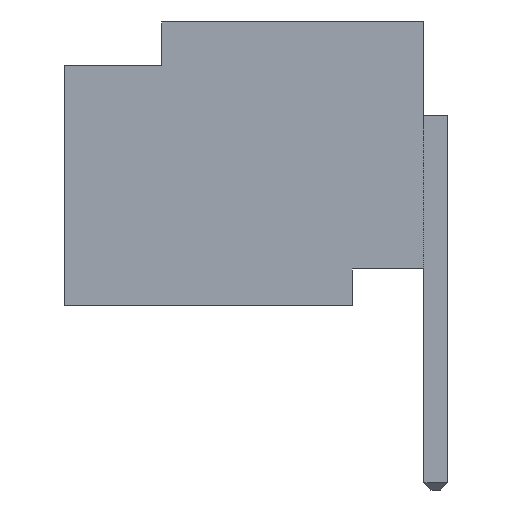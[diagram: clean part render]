
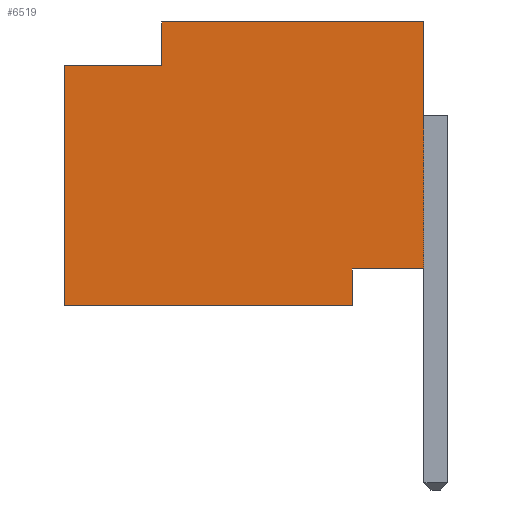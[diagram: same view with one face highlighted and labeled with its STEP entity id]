
A CAD part, left-side view. The second image highlights one B-rep face of the part: STEP entity #6519.
In plain terms, the highlighted planar face has unit normal (-1, 0, 0).
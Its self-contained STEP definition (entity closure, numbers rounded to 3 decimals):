
#486=ORIENTED_EDGE('',*,*,#1768,.T.);
#487=ORIENTED_EDGE('',*,*,#1814,.T.);
#488=ORIENTED_EDGE('',*,*,#1832,.T.);
#489=ORIENTED_EDGE('',*,*,#1833,.F.);
#490=ORIENTED_EDGE('',*,*,#1757,.F.);
#491=ORIENTED_EDGE('',*,*,#1825,.F.);
#492=ORIENTED_EDGE('',*,*,#1834,.F.);
#493=ORIENTED_EDGE('',*,*,#1835,.T.);
#1757=EDGE_CURVE('',#2435,#2436,#2879,.T.);
#1768=EDGE_CURVE('',#2446,#2445,#2890,.T.);
#1814=EDGE_CURVE('',#2445,#2487,#2936,.T.);
#1825=EDGE_CURVE('',#2495,#2435,#2947,.T.);
#1832=EDGE_CURVE('',#2487,#2500,#2954,.T.);
#1833=EDGE_CURVE('',#2436,#2500,#2955,.T.);
#1834=EDGE_CURVE('',#2501,#2495,#2956,.T.);
#1835=EDGE_CURVE('',#2501,#2446,#2957,.T.);
#2435=VERTEX_POINT('',#8085);
#2436=VERTEX_POINT('',#8087);
#2445=VERTEX_POINT('',#8108);
#2446=VERTEX_POINT('',#8110);
#2487=VERTEX_POINT('',#8199);
#2495=VERTEX_POINT('',#8221);
#2500=VERTEX_POINT('',#8236);
#2501=VERTEX_POINT('',#8239);
#2879=LINE('',#8086,#3293);
#2890=LINE('',#8109,#3304);
#2936=LINE('',#8200,#3350);
#2947=LINE('',#8222,#3361);
#2954=LINE('',#8235,#3368);
#2955=LINE('',#8237,#3369);
#2956=LINE('',#8238,#3370);
#2957=LINE('',#8240,#3371);
#3293=VECTOR('',#7132,1000.);
#3304=VECTOR('',#7147,1000.);
#3350=VECTOR('',#7199,1000.);
#3361=VECTOR('',#7216,1000.);
#3368=VECTOR('',#7227,1000.);
#3369=VECTOR('',#7228,1000.);
#3370=VECTOR('',#7229,1000.);
#3371=VECTOR('',#7230,1000.);
#3672=EDGE_LOOP('',(#486,#487,#488,#489,#490,#491,#492,#493));
#3980=FACE_BOUND('',#3672,.T.);
#4284=PLANE('',#6828);
#6519=ADVANCED_FACE('',(#3980),#4284,.T.);
#6828=AXIS2_PLACEMENT_3D('',#8234,#7225,#7226);
#7132=DIRECTION('',(0.,-1.,0.));
#7147=DIRECTION('',(0.,-1.,0.));
#7199=DIRECTION('',(0.,0.,1.));
#7216=DIRECTION('',(0.,0.,1.));
#7225=DIRECTION('',(-1.,0.,0.));
#7226=DIRECTION('',(0.,0.,1.));
#7227=DIRECTION('',(0.,-1.,0.));
#7228=DIRECTION('',(0.,0.,-1.));
#7229=DIRECTION('',(0.,-1.,0.));
#7230=DIRECTION('',(0.,0.,-1.));
#8085=CARTESIAN_POINT('',(-3.374,3.073,3.327));
#8086=CARTESIAN_POINT('',(-3.374,1.27,3.327));
#8087=CARTESIAN_POINT('',(-3.374,0.,3.327));
#8108=CARTESIAN_POINT('',(-3.374,0.838,0.));
#8109=CARTESIAN_POINT('',(-3.374,1.27,0.));
#8110=CARTESIAN_POINT('',(-3.374,4.216,0.));
#8199=CARTESIAN_POINT('',(-3.374,0.838,0.432));
#8200=CARTESIAN_POINT('',(-3.374,0.838,0.));
#8221=CARTESIAN_POINT('',(-3.374,3.073,2.819));
#8222=CARTESIAN_POINT('',(-3.374,3.073,2.819));
#8234=CARTESIAN_POINT('',(-3.374,1.27,3.327));
#8235=CARTESIAN_POINT('',(-3.374,0.838,0.432));
#8236=CARTESIAN_POINT('',(-3.374,0.,0.432));
#8237=CARTESIAN_POINT('',(-3.374,0.,3.327));
#8238=CARTESIAN_POINT('',(-3.374,4.216,2.819));
#8239=CARTESIAN_POINT('',(-3.374,4.216,2.819));
#8240=CARTESIAN_POINT('',(-3.374,4.216,3.327));
